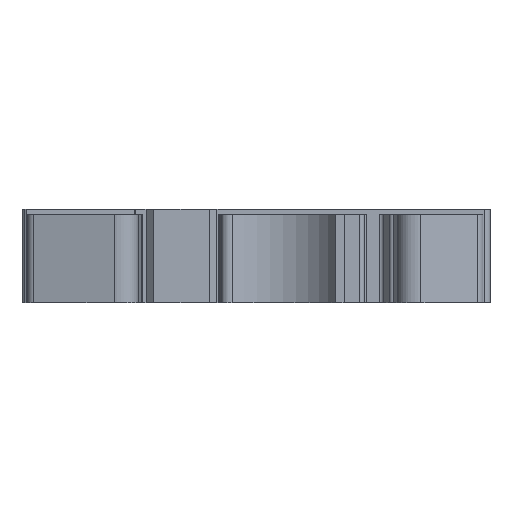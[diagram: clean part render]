
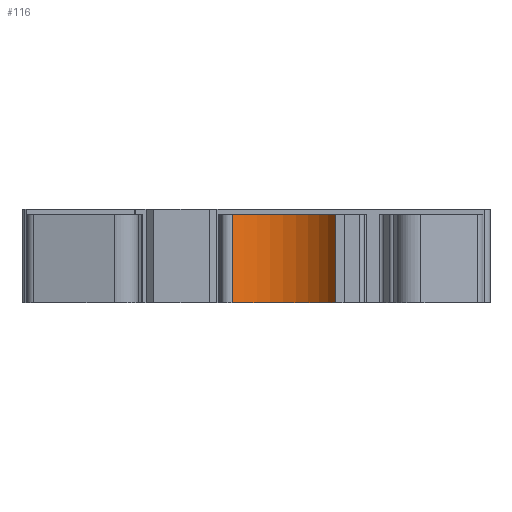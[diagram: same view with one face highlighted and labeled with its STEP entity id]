
A CAD part, front view. The second image highlights one B-rep face of the part: STEP entity #116.
In plain terms, the highlighted cylindrical face has radius 10 mm (diameter 20 mm), a partial arc.
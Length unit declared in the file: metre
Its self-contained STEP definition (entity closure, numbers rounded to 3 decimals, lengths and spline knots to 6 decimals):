
#116 = ADVANCED_FACE( '', ( #308 ), #309, .F. );
#308 = FACE_OUTER_BOUND( '', #612, .T. );
#309 = CYLINDRICAL_SURFACE( '', #613, 0.01 );
#612 = EDGE_LOOP( '', ( #1251, #1252, #1253, #1254 ) );
#613 = AXIS2_PLACEMENT_3D( '', #1255, #1256, #1257 );
#1251 = ORIENTED_EDGE( '', *, *, #2311, .T. );
#1252 = ORIENTED_EDGE( '', *, *, #2148, .T. );
#1253 = ORIENTED_EDGE( '', *, *, #2252, .F. );
#1254 = ORIENTED_EDGE( '', *, *, #2312, .T. );
#1255 = CARTESIAN_POINT( '', ( 0., -0.055398, 0. ) );
#1256 = DIRECTION( '', ( 0., 0., -1. ) );
#1257 = DIRECTION( '', ( 1., 0., 0. ) );
#2148 = EDGE_CURVE( '', #2606, #2604, #2607, .F. );
#2252 = EDGE_CURVE( '', #2804, #2604, #2805, .F. );
#2311 = EDGE_CURVE( '', #2892, #2606, #2893, .T. );
#2312 = EDGE_CURVE( '', #2804, #2892, #2894, .T. );
#2604 = VERTEX_POINT( '', #3315 );
#2606 = VERTEX_POINT( '', #3318 );
#2607 = CIRCLE( '', #3319, 0.01 );
#2804 = VERTEX_POINT( '', #3589 );
#2805 = LINE( '', #3590, #3591 );
#2892 = VERTEX_POINT( '', #3729 );
#2893 = LINE( '', #3730, #3731 );
#2894 = CIRCLE( '', #3732, 0.01 );
#3315 = CARTESIAN_POINT( '', ( 0.008661, -0.0504, -0.012 ) );
#3318 = CARTESIAN_POINT( '', ( -0.004545, -0.046491, -0.012 ) );
#3319 = AXIS2_PLACEMENT_3D( '', #4278, #4279, #4280 );
#3589 = CARTESIAN_POINT( '', ( 0.008661, -0.0504, -0.0007 ) );
#3590 = CARTESIAN_POINT( '', ( 0.008661, -0.0504, 0. ) );
#3591 = VECTOR( '', #4447, 1. );
#3729 = CARTESIAN_POINT( '', ( -0.004545, -0.046491, -0.0007 ) );
#3730 = CARTESIAN_POINT( '', ( -0.004545, -0.046491, -0.0007 ) );
#3731 = VECTOR( '', #4520, 1. );
#3732 = AXIS2_PLACEMENT_3D( '', #4521, #4522, #4523 );
#4278 = CARTESIAN_POINT( '', ( 0., -0.055398, -0.012 ) );
#4279 = DIRECTION( '', ( 0., 0., 1. ) );
#4280 = DIRECTION( '', ( 1., 0., 0. ) );
#4447 = DIRECTION( '', ( 0., 0., 1. ) );
#4520 = DIRECTION( '', ( 0., 0., -1. ) );
#4521 = CARTESIAN_POINT( '', ( 0., -0.055398, -0.0007 ) );
#4522 = DIRECTION( '', ( 0., 0., 1. ) );
#4523 = DIRECTION( '', ( 1., 0., 0. ) );
